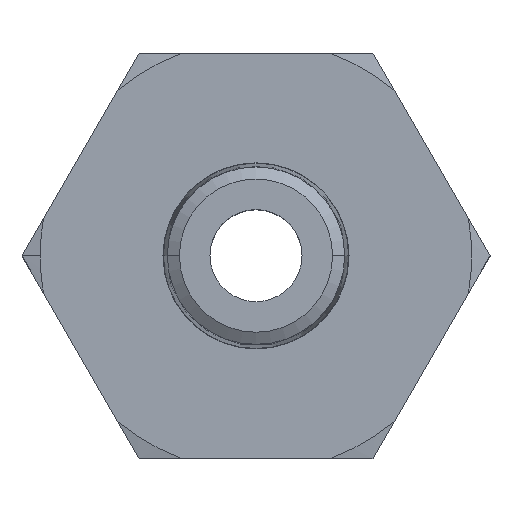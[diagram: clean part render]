
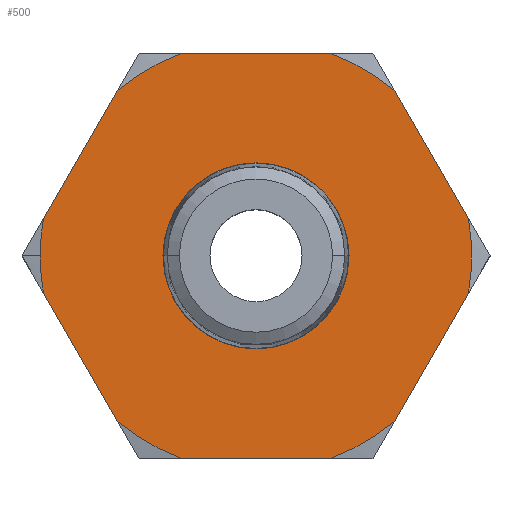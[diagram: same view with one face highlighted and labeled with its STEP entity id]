
A CAD part, top view. The second image highlights one B-rep face of the part: STEP entity #500.
In plain terms, the highlighted planar face has unit normal (0, 0, 1).
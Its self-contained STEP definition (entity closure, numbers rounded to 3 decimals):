
#3 = VERTEX_POINT ( 'NONE', #761 ) ;
#4 = EDGE_CURVE ( 'NONE', #9, #3, #759, .T. ) ;
#9 = VERTEX_POINT ( 'NONE', #806 ) ;
#144 = EDGE_CURVE ( 'NONE', #145, #146, #660, .T. ) ;
#145 = VERTEX_POINT ( 'NONE', #652 ) ;
#146 = VERTEX_POINT ( 'NONE', #651 ) ;
#253 = EDGE_CURVE ( 'NONE', #3, #9, #1079, .T. ) ;
#259 = EDGE_CURVE ( 'NONE', #397, #356, #1123, .T. ) ;
#300 = VERTEX_POINT ( 'NONE', #1219 ) ;
#302 = EDGE_CURVE ( 'NONE', #300, #303, #1213, .T. ) ;
#303 = VERTEX_POINT ( 'NONE', #1226 ) ;
#356 = VERTEX_POINT ( 'NONE', #1299 ) ;
#368 = VERTEX_POINT ( 'NONE', #1413 ) ;
#370 = EDGE_CURVE ( 'NONE', #368, #422, #1452, .T. ) ;
#386 = VERTEX_POINT ( 'NONE', #1424 ) ;
#387 = EDGE_LOOP ( 'NONE', ( #388, #390, #391, #393, #409, #410, #412, #441, #443, #444, #457, #458, #450 ) ) ;
#388 = ORIENTED_EDGE ( 'NONE', *, *, #389, .T. ) ;
#389 = EDGE_CURVE ( 'NONE', #368, #430, #1331, .T. ) ;
#390 = ORIENTED_EDGE ( 'NONE', *, *, #429, .F. ) ;
#391 = ORIENTED_EDGE ( 'NONE', *, *, #392, .T. ) ;
#392 = EDGE_CURVE ( 'NONE', #421, #145, #1477, .T. ) ;
#393 = ORIENTED_EDGE ( 'NONE', *, *, #144, .T. ) ;
#397 = VERTEX_POINT ( 'NONE', #1454 ) ;
#402 = VERTEX_POINT ( 'NONE', #1459 ) ;
#404 = EDGE_CURVE ( 'NONE', #402, #146, #1458, .T. ) ;
#409 = ORIENTED_EDGE ( 'NONE', *, *, #404, .F. ) ;
#410 = ORIENTED_EDGE ( 'NONE', *, *, #411, .T. ) ;
#411 = EDGE_CURVE ( 'NONE', #402, #356, #1483, .T. ) ;
#412 = ORIENTED_EDGE ( 'NONE', *, *, #259, .F. ) ;
#421 = VERTEX_POINT ( 'NONE', #1376 ) ;
#422 = VERTEX_POINT ( 'NONE', #1360 ) ;
#429 = EDGE_CURVE ( 'NONE', #421, #430, #1387, .T. ) ;
#430 = VERTEX_POINT ( 'NONE', #1358 ) ;
#441 = ORIENTED_EDGE ( 'NONE', *, *, #442, .T. ) ;
#442 = EDGE_CURVE ( 'NONE', #397, #303, #1396, .T. ) ;
#443 = ORIENTED_EDGE ( 'NONE', *, *, #302, .F. ) ;
#444 = ORIENTED_EDGE ( 'NONE', *, *, #445, .T. ) ;
#445 = EDGE_CURVE ( 'NONE', #300, #386, #1405, .T. ) ;
#450 = ORIENTED_EDGE ( 'NONE', *, *, #370, .F. ) ;
#457 = ORIENTED_EDGE ( 'NONE', *, *, #491, .F. ) ;
#458 = ORIENTED_EDGE ( 'NONE', *, *, #459, .T. ) ;
#459 = EDGE_CURVE ( 'NONE', #480, #422, #1470, .T. ) ;
#480 = VERTEX_POINT ( 'NONE', #1504 ) ;
#491 = EDGE_CURVE ( 'NONE', #480, #386, #1511, .T. ) ;
#500 = ADVANCED_FACE ( 'NONE', ( #1644, #1643 ), #1650, .F. ) ;
#503 = EDGE_LOOP ( 'NONE', ( #504, #505 ) ) ;
#504 = ORIENTED_EDGE ( 'NONE', *, *, #253, .F. ) ;
#505 = ORIENTED_EDGE ( 'NONE', *, *, #4, .F. ) ;
#651 = CARTESIAN_POINT ( 'NONE',  ( -11.534, -2.022, 7.148 ) ) ;
#652 = CARTESIAN_POINT ( 'NONE',  ( -11.71, 0., 7.148 ) ) ;
#653 = DIRECTION ( 'NONE',  ( 1., 0., 0. ) ) ;
#654 = DIRECTION ( 'NONE',  ( 0., 0., 1. ) ) ;
#655 = CARTESIAN_POINT ( 'NONE',  ( 0., 0., 7.148 ) ) ;
#656 = AXIS2_PLACEMENT_3D ( 'NONE', #655, #654, #653 ) ;
#660 = CIRCLE ( 'NONE', #656, 11.71 ) ;
#758 = AXIS2_PLACEMENT_3D ( 'NONE', #819, #818, #817 ) ;
#759 = CIRCLE ( 'NONE', #758, 5.049 ) ;
#761 = CARTESIAN_POINT ( 'NONE',  ( -5.049, 0., 7.148 ) ) ;
#806 = CARTESIAN_POINT ( 'NONE',  ( 5.049, 0., 7.148 ) ) ;
#817 = DIRECTION ( 'NONE',  ( 1., 0., 0. ) ) ;
#818 = DIRECTION ( 'NONE',  ( 0., 0., 1. ) ) ;
#819 = CARTESIAN_POINT ( 'NONE',  ( 0., 0., 7.148 ) ) ;
#1014 = DIRECTION ( 'NONE',  ( 0., 0., 1. ) ) ;
#1046 = DIRECTION ( 'NONE',  ( 1., 0., 0. ) ) ;
#1079 = CIRCLE ( 'NONE', #1098, 5.049 ) ;
#1097 = CARTESIAN_POINT ( 'NONE',  ( 0., 0., 7.148 ) ) ;
#1098 = AXIS2_PLACEMENT_3D ( 'NONE', #1097, #1014, #1046 ) ;
#1120 = CARTESIAN_POINT ( 'NONE',  ( 0., -11., 7.148 ) ) ;
#1123 = LINE ( 'NONE', #1120, #1128 ) ;
#1127 = DIRECTION ( 'NONE',  ( -1., 0., 0. ) ) ;
#1128 = VECTOR ( 'NONE', #1127, 1000. ) ;
#1206 = DIRECTION ( 'NONE',  ( -0.5, -0.866, 0. ) ) ;
#1207 = VECTOR ( 'NONE', #1206, 1000. ) ;
#1208 = CARTESIAN_POINT ( 'NONE',  ( 15.026, 4.026, 7.148 ) ) ;
#1213 = LINE ( 'NONE', #1208, #1207 ) ;
#1219 = CARTESIAN_POINT ( 'NONE',  ( 11.534, -2.022, 7.148 ) ) ;
#1226 = CARTESIAN_POINT ( 'NONE',  ( 7.518, -8.978, 7.148 ) ) ;
#1299 = CARTESIAN_POINT ( 'NONE',  ( -4.016, -11., 7.148 ) ) ;
#1331 = CIRCLE ( 'NONE', #1423, 11.71 ) ;
#1336 = DIRECTION ( 'NONE',  ( 1., 0., 0. ) ) ;
#1337 = DIRECTION ( 'NONE',  ( 0., 0., 1. ) ) ;
#1338 = CARTESIAN_POINT ( 'NONE',  ( 0., 0., 7.148 ) ) ;
#1339 = DIRECTION ( 'NONE',  ( 1., 0., 0. ) ) ;
#1340 = DIRECTION ( 'NONE',  ( 0., 0., 1. ) ) ;
#1341 = CARTESIAN_POINT ( 'NONE',  ( 0., 0., 7.148 ) ) ;
#1342 = AXIS2_PLACEMENT_3D ( 'NONE', #1341, #1340, #1339 ) ;
#1352 = VECTOR ( 'NONE', #1359, 1000. ) ;
#1353 = CARTESIAN_POINT ( 'NONE',  ( -4.026, 15.026, 7.148 ) ) ;
#1358 = CARTESIAN_POINT ( 'NONE',  ( -7.518, 8.978, 7.148 ) ) ;
#1359 = DIRECTION ( 'NONE',  ( 0.5, 0.866, 0. ) ) ;
#1360 = CARTESIAN_POINT ( 'NONE',  ( 4.016, 11., 7.148 ) ) ;
#1376 = CARTESIAN_POINT ( 'NONE',  ( -11.534, 2.022, 7.148 ) ) ;
#1387 = LINE ( 'NONE', #1353, #1352 ) ;
#1395 = CARTESIAN_POINT ( 'NONE',  ( 0., 0., 7.148 ) ) ;
#1396 = CIRCLE ( 'NONE', #1404, 11.71 ) ;
#1402 = DIRECTION ( 'NONE',  ( 1., 0., 0. ) ) ;
#1403 = DIRECTION ( 'NONE',  ( 0., 0., 1. ) ) ;
#1404 = AXIS2_PLACEMENT_3D ( 'NONE', #1395, #1403, #1402 ) ;
#1405 = CIRCLE ( 'NONE', #1410, 11.71 ) ;
#1407 = DIRECTION ( 'NONE',  ( 1., 0., 0. ) ) ;
#1408 = DIRECTION ( 'NONE',  ( 0., 0., 1. ) ) ;
#1409 = CARTESIAN_POINT ( 'NONE',  ( 0., 0., 7.148 ) ) ;
#1410 = AXIS2_PLACEMENT_3D ( 'NONE', #1409, #1408, #1407 ) ;
#1413 = CARTESIAN_POINT ( 'NONE',  ( -4.016, 11., 7.148 ) ) ;
#1423 = AXIS2_PLACEMENT_3D ( 'NONE', #1338, #1337, #1336 ) ;
#1424 = CARTESIAN_POINT ( 'NONE',  ( 11.534, 2.022, 7.148 ) ) ;
#1433 = CARTESIAN_POINT ( 'NONE',  ( 0., 0., 7.148 ) ) ;
#1436 = DIRECTION ( 'NONE',  ( 1., 0., 0. ) ) ;
#1437 = DIRECTION ( 'NONE',  ( 0., 0., 1. ) ) ;
#1438 = AXIS2_PLACEMENT_3D ( 'NONE', #1433, #1437, #1436 ) ;
#1452 = LINE ( 'NONE', #1453, #1465 ) ;
#1453 = CARTESIAN_POINT ( 'NONE',  ( 0., 11., 7.148 ) ) ;
#1454 = CARTESIAN_POINT ( 'NONE',  ( 4.016, -11., 7.148 ) ) ;
#1458 = LINE ( 'NONE', #1476, #1475 ) ;
#1459 = CARTESIAN_POINT ( 'NONE',  ( -7.518, -8.978, 7.148 ) ) ;
#1465 = VECTOR ( 'NONE', #1471, 1000. ) ;
#1470 = CIRCLE ( 'NONE', #1342, 11.71 ) ;
#1471 = DIRECTION ( 'NONE',  ( 1., 0., 0. ) ) ;
#1474 = DIRECTION ( 'NONE',  ( -0.5, 0.866, 0. ) ) ;
#1475 = VECTOR ( 'NONE', #1474, 1000. ) ;
#1476 = CARTESIAN_POINT ( 'NONE',  ( -15.026, 4.026, 7.148 ) ) ;
#1477 = CIRCLE ( 'NONE', #1481, 11.71 ) ;
#1478 = DIRECTION ( 'NONE',  ( 1., 0., 0. ) ) ;
#1479 = DIRECTION ( 'NONE',  ( 0., 0., 1. ) ) ;
#1480 = CARTESIAN_POINT ( 'NONE',  ( 0., 0., 7.148 ) ) ;
#1481 = AXIS2_PLACEMENT_3D ( 'NONE', #1480, #1479, #1478 ) ;
#1483 = CIRCLE ( 'NONE', #1438, 11.71 ) ;
#1504 = CARTESIAN_POINT ( 'NONE',  ( 7.518, 8.978, 7.148 ) ) ;
#1509 = VECTOR ( 'NONE', #1631, 1000. ) ;
#1510 = CARTESIAN_POINT ( 'NONE',  ( 4.026, 15.026, 7.148 ) ) ;
#1511 = LINE ( 'NONE', #1510, #1509 ) ;
#1605 = DIRECTION ( 'NONE',  ( -1., 0., 0. ) ) ;
#1606 = DIRECTION ( 'NONE',  ( 0., 0., -1. ) ) ;
#1631 = DIRECTION ( 'NONE',  ( 0.5, -0.866, 0. ) ) ;
#1643 = FACE_OUTER_BOUND ( 'NONE', #387, .T. ) ;
#1644 = FACE_BOUND ( 'NONE', #503, .T. ) ;
#1645 = CARTESIAN_POINT ( 'NONE',  ( 0., 12.702, 7.148 ) ) ;
#1646 = AXIS2_PLACEMENT_3D ( 'NONE', #1645, #1606, #1605 ) ;
#1650 = PLANE ( 'NONE',  #1646 ) ;
